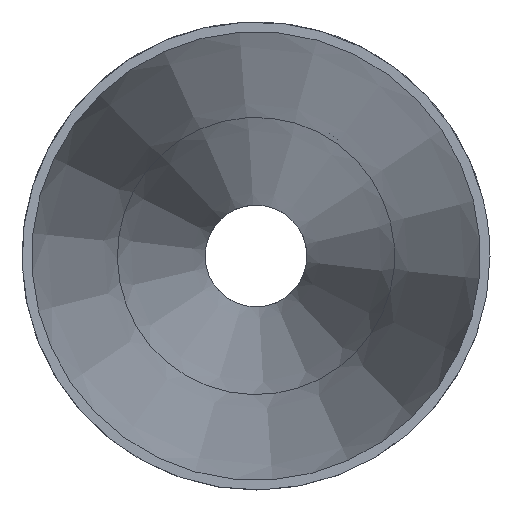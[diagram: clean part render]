
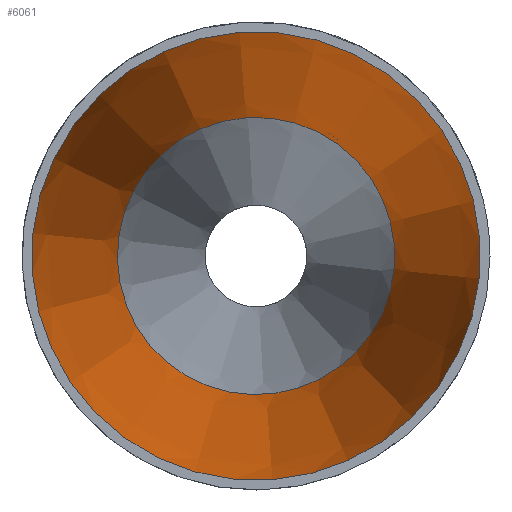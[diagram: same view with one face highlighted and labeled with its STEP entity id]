
A CAD part, left-side view. The second image highlights one B-rep face of the part: STEP entity #6061.
In plain terms, the highlighted conical face has half-angle 6.956 degrees and reference radius 39.395 mm.
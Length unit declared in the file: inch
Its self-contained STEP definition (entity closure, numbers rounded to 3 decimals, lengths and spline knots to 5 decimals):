
#82=FACE_BOUND('',#1085,.T.);
#718=FACE_OUTER_BOUND('',#1084,.T.);
#1084=EDGE_LOOP('',(#5657));
#1085=EDGE_LOOP('',(#5658));
#2357=CIRCLE('',#6398,1.917);
#2358=CIRCLE('',#6399,1.185);
#2962=VERTEX_POINT('',#13316);
#2963=VERTEX_POINT('',#13318);
#3865=EDGE_CURVE('',#2962,#2962,#2357,.T.);
#3866=EDGE_CURVE('',#2963,#2963,#2358,.T.);
#5657=ORIENTED_EDGE('',*,*,#3865,.T.);
#5658=ORIENTED_EDGE('',*,*,#3866,.T.);
#5708=CONICAL_SURFACE('',#6397,1.551,6.956);
#6061=ADVANCED_FACE('',(#718,#82),#5708,.F.);
#6397=AXIS2_PLACEMENT_3D('',#13315,#7455,#7456);
#6398=AXIS2_PLACEMENT_3D('',#13317,#7457,#7458);
#6399=AXIS2_PLACEMENT_3D('',#13319,#7459,#7460);
#7455=DIRECTION('center_axis',(-1.,0.,0.));
#7456=DIRECTION('ref_axis',(0.,-1.,0.));
#7457=DIRECTION('center_axis',(-1.,0.,0.));
#7458=DIRECTION('ref_axis',(0.,0.969,-0.245));
#7459=DIRECTION('center_axis',(1.,0.,0.));
#7460=DIRECTION('ref_axis',(0.,0.686,0.728));
#13315=CARTESIAN_POINT('Origin',(3.,0.,0.));
#13316=CARTESIAN_POINT('',(0.,-1.85843,0.47026));
#13317=CARTESIAN_POINT('Origin',(0.,0.,0.));
#13318=CARTESIAN_POINT('',(6.,0.81233,0.86276));
#13319=CARTESIAN_POINT('Origin',(6.,0.,0.));
